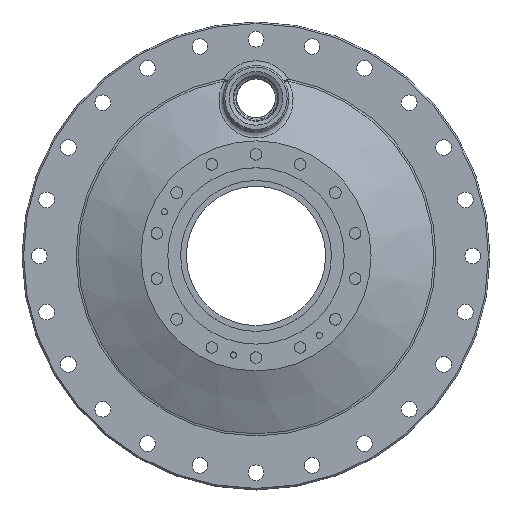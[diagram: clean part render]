
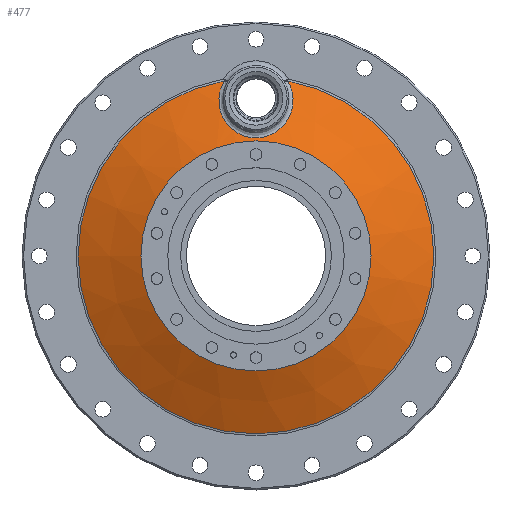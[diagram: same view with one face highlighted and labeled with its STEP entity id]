
A CAD part, top view. The second image highlights one B-rep face of the part: STEP entity #477.
In plain terms, the highlighted conical face has half-angle 65.377 degrees and reference radius 57.932 mm.
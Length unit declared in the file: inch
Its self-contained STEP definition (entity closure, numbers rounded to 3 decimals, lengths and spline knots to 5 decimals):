
#139=CONICAL_SURFACE('',#1455,2.28079,65.377);
#145=FACE_BOUND('',#617,.T.);
#146=FACE_BOUND('',#618,.T.);
#353=CIRCLE('',#1453,1.475);
#354=CIRCLE('',#1454,2.28079);
#477=ADVANCED_FACE('',(#145,#146),#139,.T.);
#617=EDGE_LOOP('',(#868));
#618=EDGE_LOOP('',(#869,#870));
#868=ORIENTED_EDGE('',*,*,#1291,.T.);
#869=ORIENTED_EDGE('',*,*,#1292,.F.);
#870=ORIENTED_EDGE('',*,*,#1293,.T.);
#1156=VERTEX_POINT('',#2623);
#1157=VERTEX_POINT('',#2625);
#1158=VERTEX_POINT('',#2626);
#1291=EDGE_CURVE('',#1156,#1156,#353,.T.);
#1292=EDGE_CURVE('',#1157,#1158,#354,.T.);
#1293=EDGE_CURVE('',#1157,#1158,#1438,.T.);
#1438=B_SPLINE_CURVE_WITH_KNOTS('',3,(#2627,#2628,#2629,#2630,#2631,#2632,
#2633,#2634,#2635,#2636,#2637,#2638,#2639,#2640),.UNSPECIFIED.,.F.,.F.,
(4,2,2,2,2,2,4),(0.,0.25,0.375,0.5,
0.625,0.75,1.),.UNSPECIFIED.);
#1453=AXIS2_PLACEMENT_3D('',#2622,#1673,#1674);
#1454=AXIS2_PLACEMENT_3D('',#2624,#1675,#1676);
#1455=AXIS2_PLACEMENT_3D('',#2641,#1677,#1678);
#1673=DIRECTION('',(0.,0.,-1.));
#1674=DIRECTION('',(-1.,0.,0.));
#1675=DIRECTION('',(0.,0.,-1.));
#1676=DIRECTION('',(-1.,0.,0.));
#1677=DIRECTION('',(0.,0.,-1.));
#1678=DIRECTION('',(-1.,0.,0.));
#2622=CARTESIAN_POINT('',(0.,0.,11.02854));
#2623=CARTESIAN_POINT('',(-1.475,0.,11.02854));
#2624=CARTESIAN_POINT('',(0.,0.,10.65922));
#2625=CARTESIAN_POINT('',(0.40754,2.24408,10.65922));
#2626=CARTESIAN_POINT('',(-0.40754,2.24408,10.65922));
#2627=CARTESIAN_POINT('',(0.40754,2.24408,10.65922));
#2628=CARTESIAN_POINT('',(0.4953,2.09687,10.71842));
#2629=CARTESIAN_POINT('',(0.49609,1.91619,10.79757));
#2630=CARTESIAN_POINT('',(0.38144,1.69755,10.90719));
#2631=CARTESIAN_POINT('',(0.32412,1.63348,10.94187));
#2632=CARTESIAN_POINT('',(0.18,1.54133,10.99394));
#2633=CARTESIAN_POINT('',(0.09218,1.51368,11.01076));
#2634=CARTESIAN_POINT('',(-0.08828,1.51292,11.01121));
#2635=CARTESIAN_POINT('',(-0.1772,1.54003,10.9947));
#2636=CARTESIAN_POINT('',(-0.32307,1.63232,10.9425));
#2637=CARTESIAN_POINT('',(-0.38084,1.69686,10.90756));
#2638=CARTESIAN_POINT('',(-0.49556,1.91431,10.79847));
#2639=CARTESIAN_POINT('',(-0.49543,2.09666,10.71851));
#2640=CARTESIAN_POINT('',(-0.40754,2.24408,10.65922));
#2641=CARTESIAN_POINT('',(0.,0.,10.65922));
